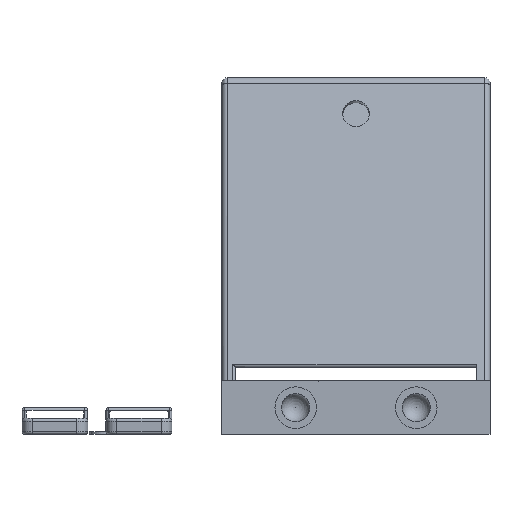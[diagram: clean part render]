
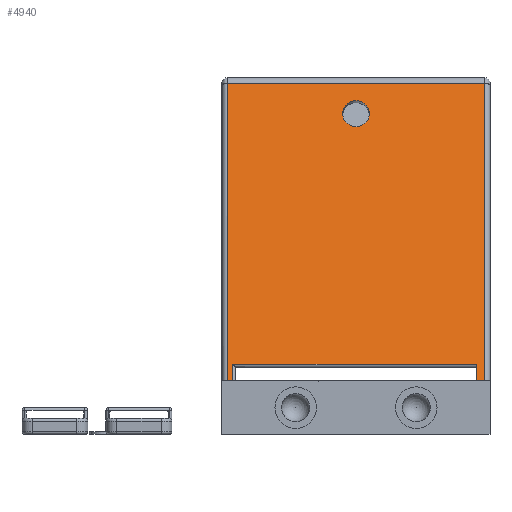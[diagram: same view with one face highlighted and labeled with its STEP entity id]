
A CAD part, front view. The second image highlights one B-rep face of the part: STEP entity #4940.
In plain terms, the highlighted planar face has unit normal (0, -0.966, 0.259).
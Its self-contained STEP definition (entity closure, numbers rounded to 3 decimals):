
#105=FACE_BOUND('',#1581,.T.);
#140=PLANE('',#5366);
#295=LINE('',#8007,#692);
#296=LINE('',#8013,#693);
#341=LINE('',#8143,#738);
#342=LINE('',#8181,#739);
#344=LINE('',#8216,#741);
#345=LINE('',#8219,#742);
#346=LINE('',#8220,#743);
#347=LINE('',#8221,#744);
#692=VECTOR('',#6101,10.);
#693=VECTOR('',#6108,10.);
#738=VECTOR('',#6233,10.);
#739=VECTOR('',#6254,10.);
#741=VECTOR('',#6272,10.);
#742=VECTOR('',#6275,10.);
#743=VECTOR('',#6276,10.);
#744=VECTOR('',#6277,10.);
#1242=FACE_OUTER_BOUND('',#1580,.T.);
#1580=EDGE_LOOP('',(#3698,#3699,#3700,#3701,#3702,#3703,#3704,#3705));
#1581=EDGE_LOOP('',(#3706));
#1939=CIRCLE('',#5269,5.);
#2235=VERTEX_POINT('',#7878);
#2285=VERTEX_POINT('',#8004);
#2286=VERTEX_POINT('',#8006);
#2288=VERTEX_POINT('',#8012);
#2332=VERTEX_POINT('',#8140);
#2333=VERTEX_POINT('',#8142);
#2335=VERTEX_POINT('',#8177);
#2336=VERTEX_POINT('',#8179);
#2338=VERTEX_POINT('',#8218);
#2691=EDGE_CURVE('',#2235,#2235,#1939,.T.);
#2753=EDGE_CURVE('',#2285,#2286,#295,.T.);
#2756=EDGE_CURVE('',#2286,#2288,#296,.T.);
#2825=EDGE_CURVE('',#2332,#2333,#341,.T.);
#2834=EDGE_CURVE('',#2336,#2335,#342,.T.);
#2841=EDGE_CURVE('',#2332,#2335,#344,.T.);
#2842=EDGE_CURVE('',#2285,#2338,#345,.T.);
#2843=EDGE_CURVE('',#2338,#2333,#346,.T.);
#2844=EDGE_CURVE('',#2336,#2288,#347,.T.);
#3698=ORIENTED_EDGE('',*,*,#2842,.T.);
#3699=ORIENTED_EDGE('',*,*,#2843,.T.);
#3700=ORIENTED_EDGE('',*,*,#2825,.F.);
#3701=ORIENTED_EDGE('',*,*,#2841,.T.);
#3702=ORIENTED_EDGE('',*,*,#2834,.F.);
#3703=ORIENTED_EDGE('',*,*,#2844,.T.);
#3704=ORIENTED_EDGE('',*,*,#2756,.F.);
#3705=ORIENTED_EDGE('',*,*,#2753,.F.);
#3706=ORIENTED_EDGE('',*,*,#2691,.T.);
#4940=ADVANCED_FACE('',(#1242,#105),#140,.T.);
#5269=AXIS2_PLACEMENT_3D('',#7879,#5988,#5989);
#5366=AXIS2_PLACEMENT_3D('',#8217,#6273,#6274);
#5988=DIRECTION('center_axis',(0.,0.966,-0.259));
#5989=DIRECTION('ref_axis',(1.,0.,0.));
#6101=DIRECTION('',(-1.,0.,0.));
#6108=DIRECTION('',(0.,-0.259,-0.966));
#6233=DIRECTION('',(0.,-0.259,-0.966));
#6254=DIRECTION('',(0.,0.259,0.966));
#6272=DIRECTION('',(-1.,0.,0.));
#6273=DIRECTION('center_axis',(0.,-0.966,0.259));
#6274=DIRECTION('ref_axis',(0.,-0.259,-0.966));
#6275=DIRECTION('',(0.,-0.259,-0.966));
#6276=DIRECTION('',(1.,0.,0.));
#6277=DIRECTION('',(1.,0.,0.));
#7878=CARTESIAN_POINT('',(45.,65.311,119.674));
#7879=CARTESIAN_POINT('Origin',(50.,65.311,119.674));
#8004=CARTESIAN_POINT('',(95.,40.281,26.259));
#8006=CARTESIAN_POINT('',(4.,40.281,26.259));
#8007=CARTESIAN_POINT('',(27.5,40.281,26.259));
#8012=CARTESIAN_POINT('',(4.,38.603,20.));
#8013=CARTESIAN_POINT('',(4.,44.796,43.112));
#8140=CARTESIAN_POINT('',(98.,68.316,130.887));
#8142=CARTESIAN_POINT('',(98.,38.603,20.));
#8143=CARTESIAN_POINT('',(98.,45.81,46.897));
#8177=CARTESIAN_POINT('',(2.,68.316,130.887));
#8179=CARTESIAN_POINT('',(2.,38.603,20.));
#8181=CARTESIAN_POINT('',(2.,61.34,104.852));
#8216=CARTESIAN_POINT('',(0.,68.316,130.887));
#8217=CARTESIAN_POINT('Origin',(50.,53.575,75.874));
#8218=CARTESIAN_POINT('',(95.,38.603,20.));
#8219=CARTESIAN_POINT('',(95.,45.421,45.444));
#8220=CARTESIAN_POINT('',(50.,38.603,20.));
#8221=CARTESIAN_POINT('',(50.,38.603,20.));
